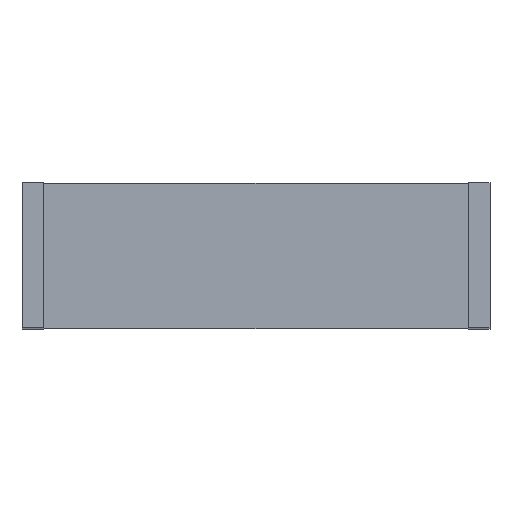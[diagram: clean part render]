
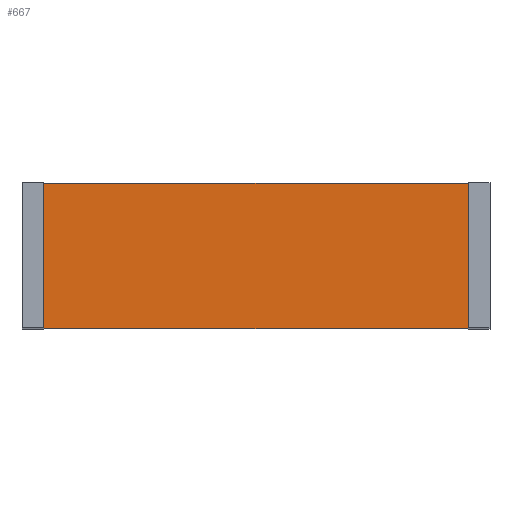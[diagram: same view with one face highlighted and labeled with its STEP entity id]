
A CAD part, top view. The second image highlights one B-rep face of the part: STEP entity #667.
In plain terms, the highlighted planar face has unit normal (0, 0, 1).
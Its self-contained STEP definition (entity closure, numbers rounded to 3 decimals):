
#75=FACE_OUTER_BOUND('',#117,.T.);
#117=EDGE_LOOP('',(#489,#490,#491,#492));
#173=LINE('',#989,#243);
#192=LINE('',#1031,#262);
#193=LINE('',#1033,#263);
#194=LINE('',#1034,#264);
#243=VECTOR('',#793,1.);
#262=VECTOR('',#832,1.);
#263=VECTOR('',#833,1.);
#264=VECTOR('',#834,1.);
#308=VERTEX_POINT('',#976);
#312=VERTEX_POINT('',#988);
#325=VERTEX_POINT('',#1030);
#326=VERTEX_POINT('',#1032);
#365=EDGE_CURVE('',#308,#312,#173,.T.);
#386=EDGE_CURVE('',#308,#325,#192,.T.);
#387=EDGE_CURVE('',#326,#325,#193,.T.);
#388=EDGE_CURVE('',#312,#326,#194,.T.);
#489=ORIENTED_EDGE('',*,*,#386,.T.);
#490=ORIENTED_EDGE('',*,*,#387,.F.);
#491=ORIENTED_EDGE('',*,*,#388,.F.);
#492=ORIENTED_EDGE('',*,*,#365,.F.);
#637=PLANE('',#729);
#667=ADVANCED_FACE('',(#75),#637,.F.);
#729=AXIS2_PLACEMENT_3D('',#1029,#830,#831);
#793=DIRECTION('',(1.,0.,0.));
#830=DIRECTION('center_axis',(0.,0.,-1.));
#831=DIRECTION('ref_axis',(0.,1.,0.));
#832=DIRECTION('',(0.,-1.,0.));
#833=DIRECTION('',(-1.,0.,0.));
#834=DIRECTION('',(0.,-1.,0.));
#976=CARTESIAN_POINT('',(-29.25,10.,3.));
#988=CARTESIAN_POINT('',(29.25,10.,3.));
#989=CARTESIAN_POINT('',(-32.25,10.,3.));
#1029=CARTESIAN_POINT('Origin',(0.,0.,3.));
#1030=CARTESIAN_POINT('',(-29.25,-10.,3.));
#1031=CARTESIAN_POINT('',(-29.25,5.,3.));
#1032=CARTESIAN_POINT('',(29.25,-10.,3.));
#1033=CARTESIAN_POINT('',(32.25,-10.,3.));
#1034=CARTESIAN_POINT('',(29.25,5.,3.));
